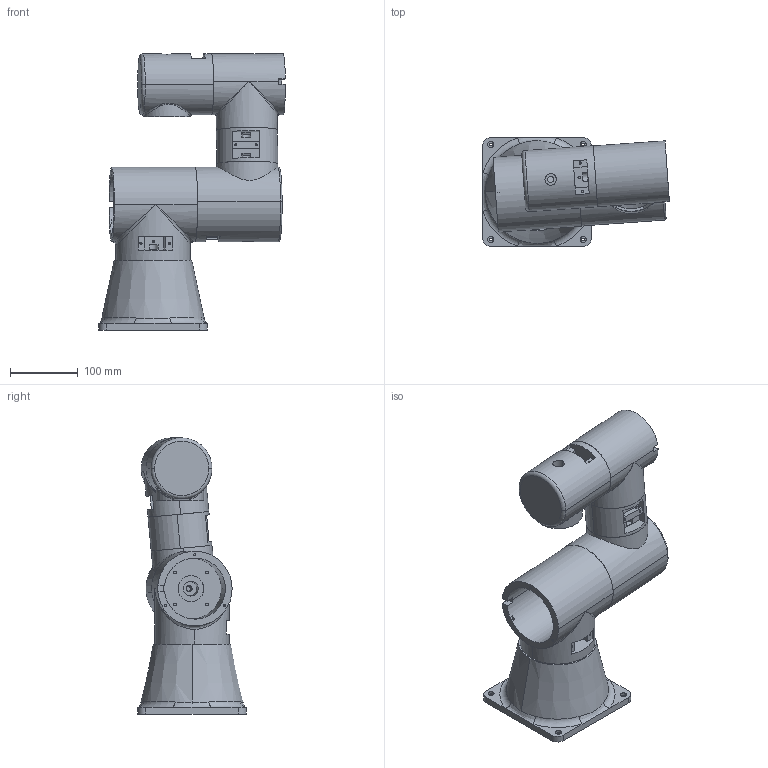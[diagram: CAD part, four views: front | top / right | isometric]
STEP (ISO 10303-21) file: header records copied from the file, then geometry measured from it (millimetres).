
FILE_DESCRIPTION (( 'STEP AP214' ), '1' );
FILE_NAME ('Montagem1.STEP', '2018-11-09T21:30:49', ( '' ), ( '' ), 'SwSTEP 2.0', 'SolidWorks 2017', '' );
FILE_SCHEMA (( 'AUTOMOTIVE_DESIGN' ));
Length unit declared in the file: millimetre
Products named in the file (7): encaixe2; Montagem1; junta_nema_23_base; junta_nema17; junta_nema_23; Encaixe_17; Elo_t
Assembly tree (6 placements, depth 2):
  Montagem1
    junta_nema_23_base
    junta_nema_23
    encaixe2
    Elo_t
    junta_nema17
    Encaixe_17
Bounding box: 275.03 x 160 x 407.04 mm (x, y, z)
Volume: 4756736.2 mm3; surface area: 487441 mm2
Topology: 6 solids, 6 shells, 532 faces, 1272 edges, 824 vertices
Faces by surface type: cylinder 246, plane 241, torus 32, bspline 11, cone 2
Entity records: 18189 total; most frequent: CARTESIAN_POINT 4981, DIRECTION 2846, ORIENTED_EDGE 2524, EDGE_CURVE 1262, AXIS2_PLACEMENT_3D 1104, VERTEX_POINT 823, EDGE_LOOP 715, LINE 638
